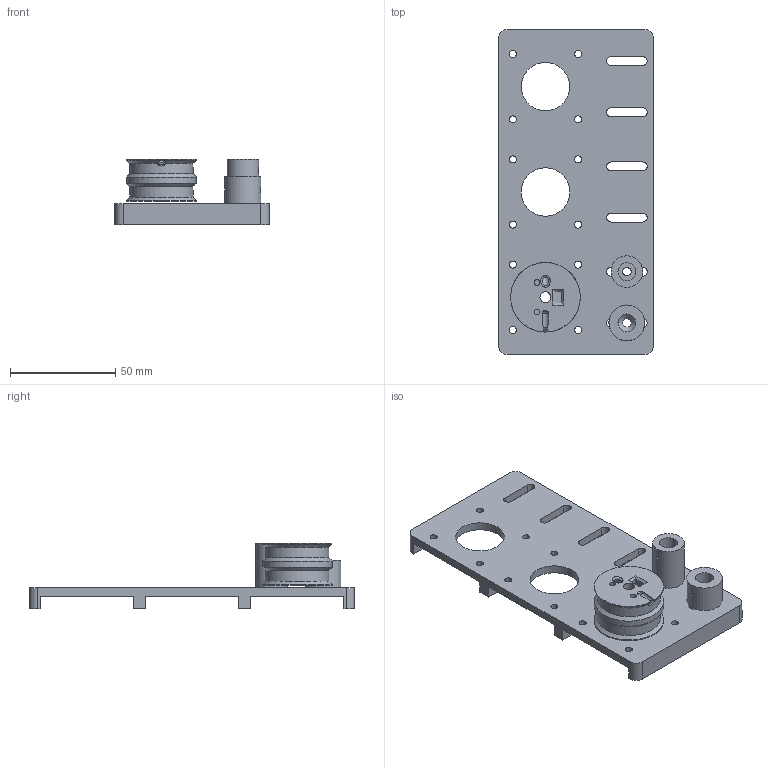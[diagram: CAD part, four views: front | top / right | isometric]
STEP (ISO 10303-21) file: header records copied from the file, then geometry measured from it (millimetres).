
FILE_DESCRIPTION(/* description */ (''),/* implementation_level */ '2;1');
FILE_NAME(/* name */ 'motor mount.step',/* time_stamp */ '2022-11-07T08:11:05Z',/* author */ (''),/* organization */ (''),/* preprocessor_version */ 'ST-DEVELOPER v19.2',/* originating_system */ 'Autodesk Translation Framework v11.17.0.187',/* authorisation */ '');
FILE_SCHEMA (('AUTOMOTIVE_DESIGN { 1 0 10303 214 3 1 1 }'));
Length unit declared in the file: millimetre
Products named in the file (4): bowden; housing; towers; Component4
Assembly tree (3 placements, depth 3):
  bowden
    housing
      towers
    Component4
Bounding box: 73.3 x 154.3 x 31.2 mm (x, y, z)
Volume: 66461.5 mm3; surface area: 35067.8 mm2
Topology: 4 solids, 4 shells, 136 faces, 374 edges, 247 vertices
Faces by surface type: plane 63, cylinder 57, bspline 11, cone 5
Full cylindrical faces by diameter (mm): 2.8 x2, 3 x1, 3.2 x2, 3.332 x12, 4 x2, 5.2 x1, 8.5 x2, 15 x1, 17 x1, 23 x3, 30 x2, 33 x1
Entity records: 5788 total; most frequent: CARTESIAN_POINT 2142, ORIENTED_EDGE 748, DIRECTION 696, EDGE_CURVE 374, AXIS2_PLACEMENT_3D 256, VERTEX_POINT 247, EDGE_LOOP 199, LINE 184
